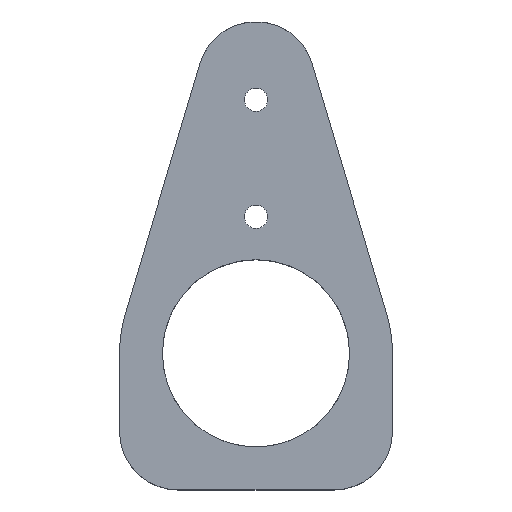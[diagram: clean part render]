
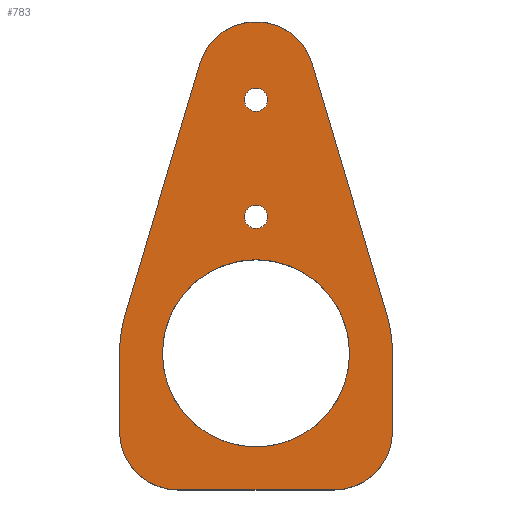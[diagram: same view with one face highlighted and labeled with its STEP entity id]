
A CAD part, top view. The second image highlights one B-rep face of the part: STEP entity #783.
In plain terms, the highlighted planar face has unit normal (0, 0, 1).
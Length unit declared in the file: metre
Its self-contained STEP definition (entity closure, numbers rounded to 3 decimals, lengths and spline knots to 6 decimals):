
#34=PLANE('',#864);
#54=LINE('',#1197,#120);
#58=LINE('',#1209,#124);
#62=LINE('',#1221,#128);
#66=LINE('',#1233,#132);
#69=LINE('',#1247,#135);
#120=VECTOR('',#946,1.);
#124=VECTOR('',#958,1.);
#128=VECTOR('',#970,1.);
#132=VECTOR('',#982,1.);
#135=VECTOR('',#999,1.);
#224=ORIENTED_EDGE('',*,*,#436,.T.);
#225=ORIENTED_EDGE('',*,*,#437,.T.);
#226=ORIENTED_EDGE('',*,*,#432,.F.);
#227=ORIENTED_EDGE('',*,*,#406,.T.);
#228=ORIENTED_EDGE('',*,*,#410,.T.);
#229=ORIENTED_EDGE('',*,*,#413,.T.);
#230=ORIENTED_EDGE('',*,*,#416,.F.);
#231=ORIENTED_EDGE('',*,*,#419,.T.);
#232=ORIENTED_EDGE('',*,*,#422,.F.);
#233=ORIENTED_EDGE('',*,*,#425,.T.);
#234=ORIENTED_EDGE('',*,*,#428,.F.);
#235=ORIENTED_EDGE('',*,*,#431,.T.);
#236=ORIENTED_EDGE('',*,*,#435,.T.);
#406=EDGE_CURVE('',#518,#517,#593,.T.);
#410=EDGE_CURVE('',#517,#520,#54,.T.);
#413=EDGE_CURVE('',#520,#522,#595,.T.);
#416=EDGE_CURVE('',#524,#522,#58,.T.);
#419=EDGE_CURVE('',#524,#526,#597,.T.);
#422=EDGE_CURVE('',#528,#526,#62,.T.);
#425=EDGE_CURVE('',#528,#530,#599,.T.);
#428=EDGE_CURVE('',#532,#530,#66,.T.);
#431=EDGE_CURVE('',#532,#534,#601,.T.);
#432=EDGE_CURVE('',#535,#535,#602,.T.);
#435=EDGE_CURVE('',#534,#518,#69,.T.);
#436=EDGE_CURVE('',#537,#537,#604,.T.);
#437=EDGE_CURVE('',#538,#538,#605,.T.);
#517=VERTEX_POINT('',#1188);
#518=VERTEX_POINT('',#1190);
#520=VERTEX_POINT('',#1196);
#522=VERTEX_POINT('',#1202);
#524=VERTEX_POINT('',#1208);
#526=VERTEX_POINT('',#1214);
#528=VERTEX_POINT('',#1220);
#530=VERTEX_POINT('',#1226);
#532=VERTEX_POINT('',#1232);
#534=VERTEX_POINT('',#1238);
#535=VERTEX_POINT('',#1242);
#537=VERTEX_POINT('',#1250);
#538=VERTEX_POINT('',#1252);
#593=CIRCLE('',#843,0.035);
#595=CIRCLE('',#847,0.015);
#597=CIRCLE('',#851,0.035);
#599=CIRCLE('',#855,0.015);
#601=CIRCLE('',#859,0.015);
#602=CIRCLE('',#861,0.024);
#604=CIRCLE('',#865,0.003);
#605=CIRCLE('',#866,0.003);
#646=EDGE_LOOP('',(#224));
#647=EDGE_LOOP('',(#225));
#648=EDGE_LOOP('',(#226));
#649=EDGE_LOOP('',(#227,#228,#229,#230,#231,#232,#233,#234,#235,#236));
#704=FACE_BOUND('',#646,.T.);
#705=FACE_BOUND('',#647,.T.);
#706=FACE_BOUND('',#648,.T.);
#707=FACE_BOUND('',#649,.T.);
#783=ADVANCED_FACE('',(#704,#705,#706,#707),#34,.T.);
#843=AXIS2_PLACEMENT_3D('',#1189,#939,#940);
#847=AXIS2_PLACEMENT_3D('',#1203,#952,#953);
#851=AXIS2_PLACEMENT_3D('',#1215,#964,#965);
#855=AXIS2_PLACEMENT_3D('',#1227,#976,#977);
#859=AXIS2_PLACEMENT_3D('',#1239,#988,#989);
#861=AXIS2_PLACEMENT_3D('',#1241,#992,#993);
#864=AXIS2_PLACEMENT_3D('',#1248,#1000,#1001);
#865=AXIS2_PLACEMENT_3D('',#1249,#1002,#1003);
#866=AXIS2_PLACEMENT_3D('',#1251,#1004,#1005);
#939=DIRECTION('',(0.,0.,1.));
#940=DIRECTION('',(1.,0.,0.));
#946=DIRECTION('',(0.286,-0.958,0.));
#952=DIRECTION('',(0.,0.,1.));
#953=DIRECTION('',(1.,0.,0.));
#958=DIRECTION('',(-0.286,-0.958,0.));
#964=DIRECTION('',(0.,0.,1.));
#965=DIRECTION('',(1.,0.,0.));
#970=DIRECTION('',(0.,-1.,0.));
#976=DIRECTION('',(0.,0.,1.));
#977=DIRECTION('',(1.,0.,0.));
#982=DIRECTION('',(1.,0.,0.));
#988=DIRECTION('',(0.,0.,1.));
#989=DIRECTION('',(1.,0.,0.));
#992=DIRECTION('',(0.,0.,1.));
#993=DIRECTION('',(1.,0.,0.));
#999=DIRECTION('',(0.,-1.,0.));
#1000=DIRECTION('',(0.,0.,1.));
#1001=DIRECTION('',(1.,0.,0.));
#1002=DIRECTION('',(0.,0.,-1.));
#1003=DIRECTION('',(-1.,0.,0.));
#1004=DIRECTION('',(0.,0.,-1.));
#1005=DIRECTION('',(-1.,0.,0.));
#1188=CARTESIAN_POINT('',(-0.033541,-0.01,0.003));
#1189=CARTESIAN_POINT('',(0.,0.,0.003));
#1190=CARTESIAN_POINT('',(-0.035,0.,0.003));
#1196=CARTESIAN_POINT('',(-0.014375,-0.074286,0.003));
#1197=CARTESIAN_POINT('',(-0.023958,-0.042143,0.003));
#1202=CARTESIAN_POINT('',(0.014375,-0.074286,0.003));
#1203=CARTESIAN_POINT('',(0.,-0.07,0.003));
#1208=CARTESIAN_POINT('',(0.033541,-0.01,0.003));
#1209=CARTESIAN_POINT('',(0.023958,-0.042143,0.003));
#1214=CARTESIAN_POINT('',(0.035,0.,0.003));
#1215=CARTESIAN_POINT('',(0.,0.,0.003));
#1220=CARTESIAN_POINT('',(0.035,0.02,0.003));
#1221=CARTESIAN_POINT('',(0.035,0.01,0.003));
#1226=CARTESIAN_POINT('',(0.02,0.035,0.003));
#1227=CARTESIAN_POINT('',(0.02,0.02,0.003));
#1232=CARTESIAN_POINT('',(-0.02,0.035,0.003));
#1233=CARTESIAN_POINT('',(0.,0.035,0.003));
#1238=CARTESIAN_POINT('',(-0.035,0.02,0.003));
#1239=CARTESIAN_POINT('',(-0.02,0.02,0.003));
#1241=CARTESIAN_POINT('',(0.,0.,0.003));
#1242=CARTESIAN_POINT('',(0.024,0.,0.003));
#1247=CARTESIAN_POINT('',(-0.035,0.01,0.003));
#1248=CARTESIAN_POINT('',(0.,-0.025,0.003));
#1249=CARTESIAN_POINT('',(0.,-0.035,0.003));
#1250=CARTESIAN_POINT('',(-0.003,-0.035,0.003));
#1251=CARTESIAN_POINT('',(0.,-0.065,0.003));
#1252=CARTESIAN_POINT('',(-0.003,-0.065,0.003));
